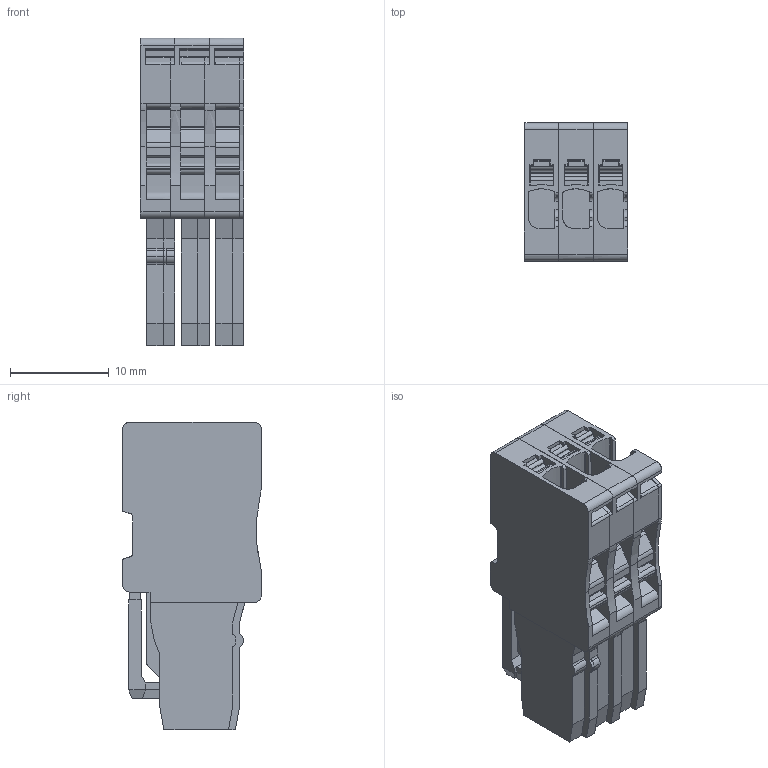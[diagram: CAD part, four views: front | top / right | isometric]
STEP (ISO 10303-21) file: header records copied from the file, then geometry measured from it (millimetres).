
FILE_DESCRIPTION(('CATIA V5 STEP Exchange','CAx-IF Rec.Pracs.--- Model Styling and Organization---1.4--- 2014-01-23'),'2;1');
FILE_NAME ('1206369-8_1', '2020-01-13T06:54:22+00:00', ('none'), ('Weidmueller'), 'CATIA Version 5-6 Release 2016 SP3 HF44', 'CATIA V5 STEP AP214', 'none');
FILE_SCHEMA(('AUTOMOTIVE_DESIGN { 1 0 10303 214 1 1 1 1 }'));
Length unit declared in the file: millimetre
Products named in the file (1): 2719740000
Bounding box: 10.5 x 14 x 31.15 mm (x, y, z)
Volume: 3013.5 mm3; surface area: 4837.1 mm2
Topology: 7 solids, 7 shells, 1130 faces, 3302 edges, 2230 vertices
Faces by surface type: plane 659, cylinder 471
Entity records: 39914 total; most frequent: CARTESIAN_POINT 10224, ORIENTED_EDGE 6604, DIRECTION 4954, EDGE_CURVE 3302, VECTOR 2235, LINE 2235, VERTEX_POINT 2230, AXIS2_PLACEMENT_3D 1663
